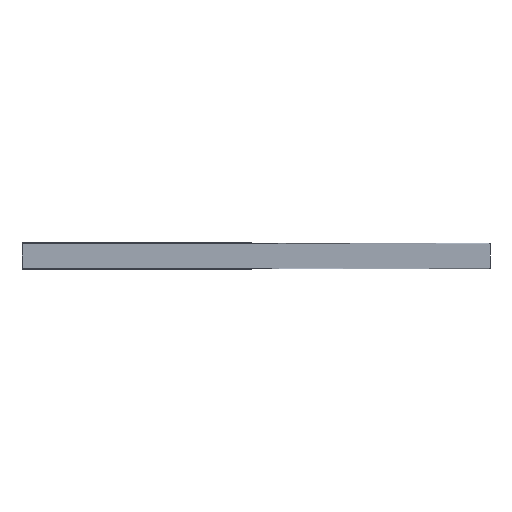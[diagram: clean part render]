
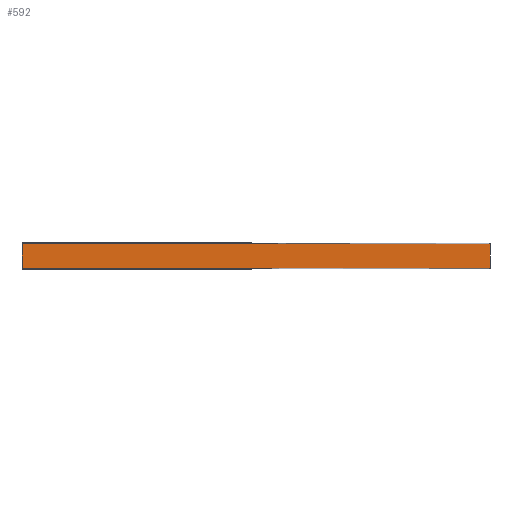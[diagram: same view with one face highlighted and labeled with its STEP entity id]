
A CAD part, top view. The second image highlights one B-rep face of the part: STEP entity #592.
In plain terms, the highlighted planar face has unit normal (0, 0, 1).
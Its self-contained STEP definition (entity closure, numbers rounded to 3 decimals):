
#78=FACE_OUTER_BOUND('',#116,.T.);
#116=EDGE_LOOP('',(#517,#518,#519,#520));
#169=LINE('',#997,#233);
#178=LINE('',#1085,#242);
#179=LINE('',#1087,#243);
#181=LINE('',#1090,#245);
#233=VECTOR('',#777,10.);
#242=VECTOR('',#794,10.);
#243=VECTOR('',#797,10.);
#245=VECTOR('',#801,10.);
#281=VERTEX_POINT('',#956);
#282=VERTEX_POINT('',#985);
#288=VERTEX_POINT('',#1044);
#289=VERTEX_POINT('',#1073);
#353=EDGE_CURVE('',#282,#281,#169,.T.);
#366=EDGE_CURVE('',#289,#288,#178,.T.);
#367=EDGE_CURVE('',#289,#281,#179,.T.);
#369=EDGE_CURVE('',#282,#288,#181,.T.);
#517=ORIENTED_EDGE('',*,*,#366,.T.);
#518=ORIENTED_EDGE('',*,*,#369,.F.);
#519=ORIENTED_EDGE('',*,*,#353,.T.);
#520=ORIENTED_EDGE('',*,*,#367,.F.);
#554=PLANE('',#654);
#592=ADVANCED_FACE('',(#78),#554,.T.);
#654=AXIS2_PLACEMENT_3D('',#1089,#799,#800);
#777=DIRECTION('',(1.,0.002,0.));
#794=DIRECTION('',(-1.,0.002,0.));
#797=DIRECTION('',(0.,-1.,0.));
#799=DIRECTION('center_axis',(0.,0.,1.));
#800=DIRECTION('ref_axis',(1.,0.,0.));
#801=DIRECTION('',(0.,1.,0.));
#956=CARTESIAN_POINT('',(1000.,-52.75,0.5));
#985=CARTESIAN_POINT('',(-1000.,-56.25,0.5));
#997=CARTESIAN_POINT('',(499.219,-53.626,0.5));
#1044=CARTESIAN_POINT('',(-1000.,56.25,0.5));
#1073=CARTESIAN_POINT('',(1000.,52.75,0.5));
#1085=CARTESIAN_POINT('',(-500.781,55.376,0.5));
#1087=CARTESIAN_POINT('',(1000.,-53.75,0.5));
#1089=CARTESIAN_POINT('Origin',(-1.658,0.,0.5));
#1090=CARTESIAN_POINT('',(-1000.,57.25,0.5));
